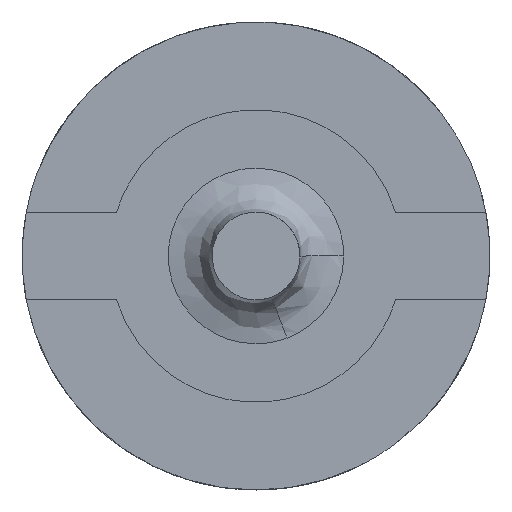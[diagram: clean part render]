
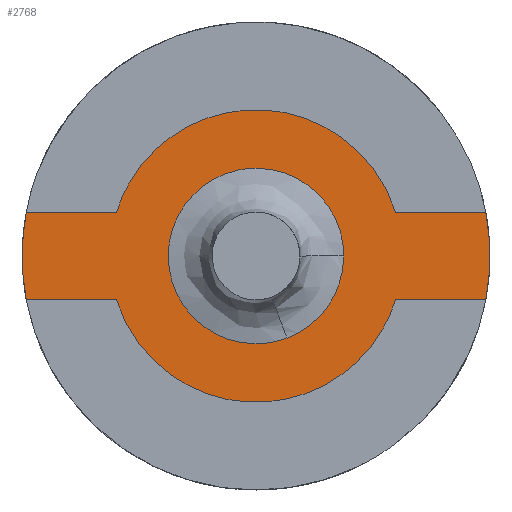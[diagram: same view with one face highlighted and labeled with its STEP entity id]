
A CAD part, front view. The second image highlights one B-rep face of the part: STEP entity #2768.
In plain terms, the highlighted free-form (B-spline) face has degree [1, 1] with [2, 2] control points.
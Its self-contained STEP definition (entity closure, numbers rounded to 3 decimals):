
#829=CARTESIAN_POINT('',(-7.858,0.0,-1.5));
#830=VERTEX_POINT('',#829);
#836=CARTESIAN_POINT('',(-7.858,0.0,1.5));
#837=VERTEX_POINT('',#836);
#838=CARTESIAN_POINT('',(-7.858,0.0,1.5));
#839=CARTESIAN_POINT('',(-8.144,0.0,0.));
#840=CARTESIAN_POINT('',(-7.858,0.0,-1.5));
#848=(BOUNDED_CURVE()B_SPLINE_CURVE(2,(#838,#839,#840),.UNSPECIFIED.,.F.,.U.)CURVE()GEOMETRIC_REPRESENTATION_ITEM()QUASI_UNIFORM_CURVE()RATIONAL_B_SPLINE_CURVE((1.0,0.982,1.0))REPRESENTATION_ITEM(''));
#849=EDGE_CURVE('',#837,#830,#848,.T.);
#928=CARTESIAN_POINT('',(7.858,0.0,1.5));
#929=VERTEX_POINT('',#928);
#935=CARTESIAN_POINT('',(7.858,0.0,-1.5));
#936=VERTEX_POINT('',#935);
#937=CARTESIAN_POINT('',(7.858,0.0,-1.5));
#938=CARTESIAN_POINT('',(8.144,0.0,0.));
#939=CARTESIAN_POINT('',(7.858,0.0,1.5));
#947=(BOUNDED_CURVE()B_SPLINE_CURVE(2,(#937,#938,#939),.UNSPECIFIED.,.F.,.U.)CURVE()GEOMETRIC_REPRESENTATION_ITEM()QUASI_UNIFORM_CURVE()RATIONAL_B_SPLINE_CURVE((1.0,0.982,1.0))REPRESENTATION_ITEM(''));
#948=EDGE_CURVE('',#936,#929,#947,.T.);
#2410=CARTESIAN_POINT('',(1.06,0.,-2.807));
#2411=VERTEX_POINT('',#2410);
#2412=CARTESIAN_POINT('',(0.0,0.0,-3.));
#2413=VERTEX_POINT('',#2412);
#2414=CARTESIAN_POINT('',(1.06,0.,-2.807));
#2415=CARTESIAN_POINT('',(0.548,0.0,-3.));
#2416=CARTESIAN_POINT('',(0.0,0.0,-3.));
#2424=(BOUNDED_CURVE()B_SPLINE_CURVE(2,(#2414,#2415,#2416),.UNSPECIFIED.,.F.,.U.)B_SPLINE_CURVE_WITH_KNOTS((3,3),(0.44,0.5),.UNSPECIFIED.)CURVE()GEOMETRIC_REPRESENTATION_ITEM()RATIONAL_B_SPLINE_CURVE((0.893,0.93,1.0))REPRESENTATION_ITEM(''));
#2425=EDGE_CURVE('',#2411,#2413,#2424,.T.);
#2445=CARTESIAN_POINT('',(3.,0.,0.));
#2446=VERTEX_POINT('',#2445);
#2460=CARTESIAN_POINT('',(0.0,0.0,3.));
#2461=VERTEX_POINT('',#2460);
#2462=CARTESIAN_POINT('',(0.0,0.0,3.));
#2463=CARTESIAN_POINT('',(3.,0.0,3.));
#2464=CARTESIAN_POINT('',(3.,0.,0.));
#2472=(BOUNDED_CURVE()B_SPLINE_CURVE(2,(#2462,#2463,#2464),.UNSPECIFIED.,.F.,.U.)B_SPLINE_CURVE_WITH_KNOTS((3,3),(0.0,0.25),.UNSPECIFIED.)CURVE()GEOMETRIC_REPRESENTATION_ITEM()RATIONAL_B_SPLINE_CURVE((1.0,0.707,1.))REPRESENTATION_ITEM(''));
#2473=EDGE_CURVE('',#2461,#2446,#2472,.T.);
#2475=CARTESIAN_POINT('',(0.0,0.0,-3.));
#2476=CARTESIAN_POINT('',(-3.,0.0,-3.));
#2477=CARTESIAN_POINT('',(-3.,0.0,0.0));
#2478=CARTESIAN_POINT('',(-3.,0.0,3.));
#2479=CARTESIAN_POINT('',(0.0,0.0,3.));
#2487=(BOUNDED_CURVE()B_SPLINE_CURVE(2,(#2475,#2476,#2477,#2478,#2479),.UNSPECIFIED.,.F.,.U.)B_SPLINE_CURVE_WITH_KNOTS((3,2,3),(0.5,0.75,1.0),.UNSPECIFIED.)CURVE()GEOMETRIC_REPRESENTATION_ITEM()RATIONAL_B_SPLINE_CURVE((1.0,0.707,1.0,0.707,1.0))REPRESENTATION_ITEM(''));
#2488=EDGE_CURVE('',#2413,#2461,#2487,.T.);
#2510=CARTESIAN_POINT('',(3.,0.,0.));
#2511=CARTESIAN_POINT('',(3.,0.0,-2.074));
#2512=CARTESIAN_POINT('',(1.06,0.,-2.807));
#2520=(BOUNDED_CURVE()B_SPLINE_CURVE(2,(#2510,#2511,#2512),.UNSPECIFIED.,.F.,.U.)B_SPLINE_CURVE_WITH_KNOTS((3,3),(0.25,0.44),.UNSPECIFIED.)CURVE()GEOMETRIC_REPRESENTATION_ITEM()RATIONAL_B_SPLINE_CURVE((1.,0.777,0.893))REPRESENTATION_ITEM(''));
#2521=EDGE_CURVE('',#2446,#2411,#2520,.T.);
#2695=CARTESIAN_POINT('',(-8.799,0.0,5.5));
#2696=CARTESIAN_POINT('',(8.799,0.0,5.5));
#2697=CARTESIAN_POINT('',(-8.799,0.0,-5.499));
#2698=CARTESIAN_POINT('',(8.799,0.0,-5.499));
#2699=B_SPLINE_SURFACE_WITH_KNOTS('',1,1,((#2695,#2697),(#2696,#2698)),.UNSPECIFIED.,.F.,.F.,.U.,(2,2),(2,2),(0.0,17.598),(0.0,10.999),.UNSPECIFIED.);
#2700=ORIENTED_EDGE('',*,*,#948,.T.);
#2701=CARTESIAN_POINT('',(4.77,0.0,1.5));
#2702=VERTEX_POINT('',#2701);
#2703=CARTESIAN_POINT('',(7.858,0.0,1.5));
#2704=CARTESIAN_POINT('',(4.77,0.0,1.5));
#2705=QUASI_UNIFORM_CURVE('',1,(#2703,#2704),.UNSPECIFIED.,.F.,.U.);
#2706=EDGE_CURVE('',#929,#2702,#2705,.T.);
#2707=ORIENTED_EDGE('',*,*,#2706,.T.);
#2708=CARTESIAN_POINT('',(-4.77,0.0,1.5));
#2709=VERTEX_POINT('',#2708);
#2710=CARTESIAN_POINT('',(4.77,0.0,1.5));
#2711=CARTESIAN_POINT('',(3.669,0.0,5.));
#2712=CARTESIAN_POINT('',(0.0,0.0,5.));
#2713=CARTESIAN_POINT('',(-3.669,0.0,5.));
#2714=CARTESIAN_POINT('',(-4.77,0.0,1.5));
#2722=(BOUNDED_CURVE()B_SPLINE_CURVE(2,(#2710,#2711,#2712,#2713,#2714),.UNSPECIFIED.,.F.,.U.)B_SPLINE_CURVE_WITH_KNOTS((3,2,3),(0.0,0.5,1.0),.UNSPECIFIED.)CURVE()GEOMETRIC_REPRESENTATION_ITEM()RATIONAL_B_SPLINE_CURVE((1.0,0.806,1.0,0.806,1.0))REPRESENTATION_ITEM(''));
#2723=EDGE_CURVE('',#2702,#2709,#2722,.T.);
#2724=ORIENTED_EDGE('',*,*,#2723,.T.);
#2725=CARTESIAN_POINT('',(-4.77,0.0,1.5));
#2726=CARTESIAN_POINT('',(-7.858,0.0,1.5));
#2727=QUASI_UNIFORM_CURVE('',1,(#2725,#2726),.UNSPECIFIED.,.F.,.U.);
#2728=EDGE_CURVE('',#2709,#837,#2727,.T.);
#2729=ORIENTED_EDGE('',*,*,#2728,.T.);
#2730=ORIENTED_EDGE('',*,*,#849,.T.);
#2731=CARTESIAN_POINT('',(-4.77,0.0,-1.5));
#2732=VERTEX_POINT('',#2731);
#2733=CARTESIAN_POINT('',(-7.858,0.0,-1.5));
#2734=CARTESIAN_POINT('',(-4.77,0.0,-1.5));
#2735=QUASI_UNIFORM_CURVE('',1,(#2733,#2734),.UNSPECIFIED.,.F.,.U.);
#2736=EDGE_CURVE('',#830,#2732,#2735,.T.);
#2737=ORIENTED_EDGE('',*,*,#2736,.T.);
#2738=CARTESIAN_POINT('',(4.77,0.0,-1.5));
#2739=VERTEX_POINT('',#2738);
#2740=CARTESIAN_POINT('',(-4.77,0.0,-1.5));
#2741=CARTESIAN_POINT('',(-3.669,0.0,-5.));
#2742=CARTESIAN_POINT('',(0.0,0.0,-5.));
#2743=CARTESIAN_POINT('',(3.669,0.0,-5.));
#2744=CARTESIAN_POINT('',(4.77,0.0,-1.5));
#2752=(BOUNDED_CURVE()B_SPLINE_CURVE(2,(#2740,#2741,#2742,#2743,#2744),.UNSPECIFIED.,.F.,.U.)B_SPLINE_CURVE_WITH_KNOTS((3,2,3),(0.0,0.5,1.0),.UNSPECIFIED.)CURVE()GEOMETRIC_REPRESENTATION_ITEM()RATIONAL_B_SPLINE_CURVE((1.0,0.806,1.0,0.806,1.0))REPRESENTATION_ITEM(''));
#2753=EDGE_CURVE('',#2732,#2739,#2752,.T.);
#2754=ORIENTED_EDGE('',*,*,#2753,.T.);
#2755=CARTESIAN_POINT('',(4.77,0.0,-1.5));
#2756=CARTESIAN_POINT('',(7.858,0.0,-1.5));
#2757=QUASI_UNIFORM_CURVE('',1,(#2755,#2756),.UNSPECIFIED.,.F.,.U.);
#2758=EDGE_CURVE('',#2739,#936,#2757,.T.);
#2759=ORIENTED_EDGE('',*,*,#2758,.T.);
#2760=EDGE_LOOP('',(#2700,#2707,#2724,#2729,#2730,#2737,#2754,#2759));
#2761=FACE_OUTER_BOUND('',#2760,.T.);
#2762=ORIENTED_EDGE('',*,*,#2488,.T.);
#2763=ORIENTED_EDGE('',*,*,#2473,.T.);
#2764=ORIENTED_EDGE('',*,*,#2521,.T.);
#2765=ORIENTED_EDGE('',*,*,#2425,.T.);
#2766=EDGE_LOOP('',(#2762,#2763,#2764,#2765));
#2767=FACE_BOUND('',#2766,.T.);
#2768=ADVANCED_FACE('',(#2761,#2767),#2699,.F.);
